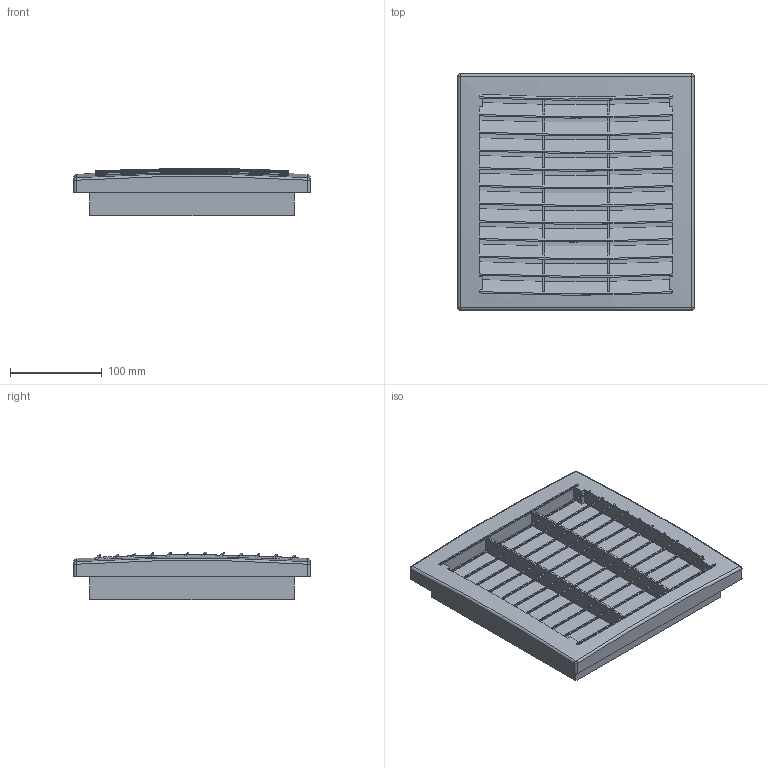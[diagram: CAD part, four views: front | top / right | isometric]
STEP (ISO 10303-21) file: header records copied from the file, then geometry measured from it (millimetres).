
FILE_DESCRIPTION (( 'STEP AP214' ), '1' );
FILE_NAME ('118830-30.STEP', '2019-08-08T14:21:08', ( '' ), ( '' ), 'SwSTEP 2.0', 'SolidWorks 2018', '' );
FILE_SCHEMA (( 'AUTOMOTIVE_DESIGN' ));
Length unit declared in the file: inch
Products named in the file (1): 118830-30
Bounding box: 257 x 257 x 51.32 mm (x, y, z)
Volume: 1849617.6 mm3; surface area: 299881.1 mm2
Topology: 1 solids, 1 shells, 180 faces, 660 edges, 420 vertices
Faces by surface type: plane 82, bspline 57, sphere 27, cylinder 10, torus 4
Entity records: 10468 total; most frequent: CARTESIAN_POINT 2676, ORIENTED_EDGE 1312, DIRECTION 974, EDGE_CURVE 656, VERTEX_POINT 420, LINE 370, VECTOR 370, AXIS2_PLACEMENT_3D 302
